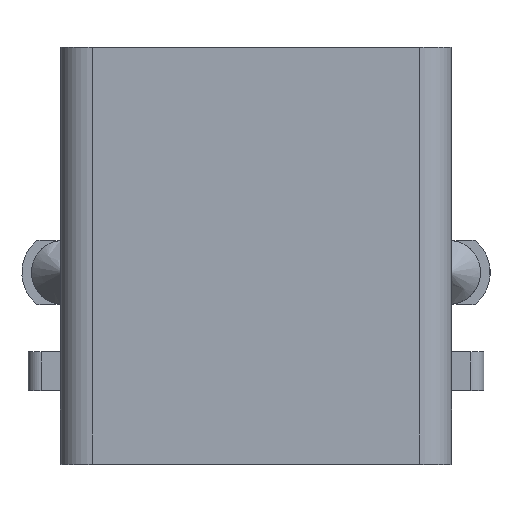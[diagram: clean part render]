
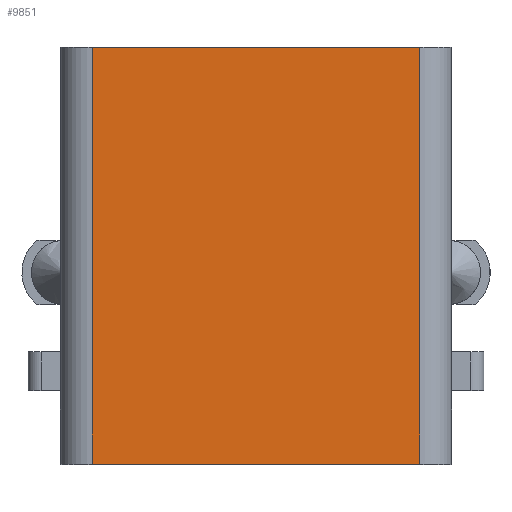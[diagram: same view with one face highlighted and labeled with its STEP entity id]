
A CAD part, top view. The second image highlights one B-rep face of the part: STEP entity #9851.
In plain terms, the highlighted planar face has unit normal (0, 0, 1).
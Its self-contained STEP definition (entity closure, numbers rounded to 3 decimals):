
#2642=DIRECTION('',(0.,-1.,0.));
#2643=VECTOR('',#2642,13.);
#2644=CARTESIAN_POINT('',(-5.1,6.5,14.5));
#2645=LINE('',#2644,#2643);
#2646=DIRECTION('',(-1.,0.,0.));
#2647=VECTOR('',#2646,10.2);
#2648=CARTESIAN_POINT('',(5.1,6.5,14.5));
#2649=LINE('',#2648,#2647);
#2650=DIRECTION('',(0.,1.,0.));
#2651=VECTOR('',#2650,13.);
#2652=CARTESIAN_POINT('',(5.1,-6.5,14.5));
#2653=LINE('',#2652,#2651);
#2654=DIRECTION('',(1.,0.,0.));
#2655=VECTOR('',#2654,10.2);
#2656=CARTESIAN_POINT('',(-5.1,-6.5,14.5));
#2657=LINE('',#2656,#2655);
#5963=CARTESIAN_POINT('',(-5.1,-6.5,14.5));
#5965=VERTEX_POINT('',#5963);
#5969=CARTESIAN_POINT('',(-5.1,6.5,14.5));
#5970=VERTEX_POINT('',#5969);
#5971=CARTESIAN_POINT('',(5.1,6.5,14.5));
#5973=VERTEX_POINT('',#5971);
#5977=CARTESIAN_POINT('',(5.1,-6.5,14.5));
#5978=VERTEX_POINT('',#5977);
#9839=CARTESIAN_POINT('',(0.,0.,14.5));
#9840=DIRECTION('',(0.,0.,1.));
#9841=DIRECTION('',(1.,0.,0.));
#9842=AXIS2_PLACEMENT_3D('',#9839,#9840,#9841);
#9843=PLANE('',#9842);
#9844=ORIENTED_EDGE('',*,*,#9827,.F.);
#9845=ORIENTED_EDGE('',*,*,#8001,.F.);
#9847=ORIENTED_EDGE('',*,*,#9846,.F.);
#9848=ORIENTED_EDGE('',*,*,#8695,.F.);
#9849=EDGE_LOOP('',(#9844,#9845,#9847,#9848));
#9850=FACE_OUTER_BOUND('',#9849,.F.);
#8001=EDGE_CURVE('',#5973,#5970,#2649,.T.);
#8695=EDGE_CURVE('',#5965,#5978,#2657,.T.);
#9827=EDGE_CURVE('',#5970,#5965,#2645,.T.);
#9846=EDGE_CURVE('',#5978,#5973,#2653,.T.);
#9851=ADVANCED_FACE('',(#9850),#9843,.T.);
